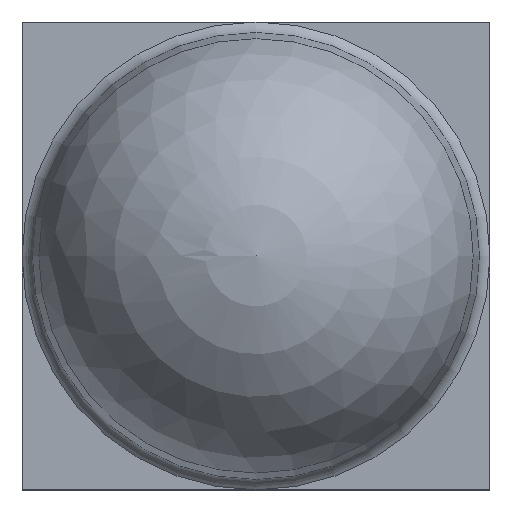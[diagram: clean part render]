
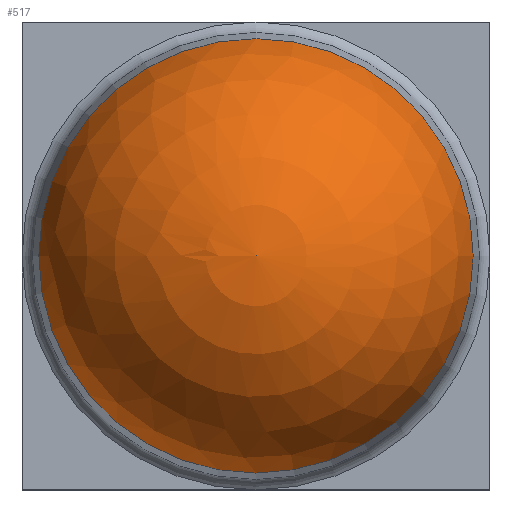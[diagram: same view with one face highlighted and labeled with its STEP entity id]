
A CAD part, top view. The second image highlights one B-rep face of the part: STEP entity #517.
In plain terms, the highlighted spherical face has radius 1.415 mm.
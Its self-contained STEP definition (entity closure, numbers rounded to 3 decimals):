
#17=SPHERICAL_SURFACE('',#571,1.416);
#36=CIRCLE('',#562,1.393);
#37=CIRCLE('',#563,1.393);
#44=CIRCLE('',#572,1.416);
#65=FACE_OUTER_BOUND('',#94,.T.);
#94=EDGE_LOOP('',(#419,#420,#421,#422));
#251=VERTEX_POINT('',#815);
#252=VERTEX_POINT('',#817);
#257=VERTEX_POINT('',#832);
#310=EDGE_CURVE('',#251,#252,#36,.T.);
#311=EDGE_CURVE('',#252,#251,#37,.T.);
#318=EDGE_CURVE('',#257,#252,#44,.T.);
#419=ORIENTED_EDGE('',*,*,#311,.F.);
#420=ORIENTED_EDGE('',*,*,#318,.F.);
#421=ORIENTED_EDGE('',*,*,#318,.T.);
#422=ORIENTED_EDGE('',*,*,#310,.F.);
#517=ADVANCED_FACE('',(#65),#17,.T.);
#562=AXIS2_PLACEMENT_3D('',#818,#667,#668);
#563=AXIS2_PLACEMENT_3D('',#819,#669,#670);
#571=AXIS2_PLACEMENT_3D('',#831,#685,#686);
#572=AXIS2_PLACEMENT_3D('',#833,#687,#688);
#667=DIRECTION('center_axis',(0.,0.,-1.));
#668=DIRECTION('ref_axis',(1.,0.,0.));
#669=DIRECTION('center_axis',(0.,0.,-1.));
#670=DIRECTION('ref_axis',(1.,0.,0.));
#685=DIRECTION('center_axis',(0.,0.,1.));
#686=DIRECTION('ref_axis',(1.,0.,0.));
#687=DIRECTION('center_axis',(0.,-1.,0.));
#688=DIRECTION('ref_axis',(-1.,0.,0.));
#815=CARTESIAN_POINT('',(0.,-1.393,0.799));
#817=CARTESIAN_POINT('',(-1.393,0.,0.799));
#818=CARTESIAN_POINT('Origin',(0.,0.,0.799));
#819=CARTESIAN_POINT('Origin',(0.,0.,0.799));
#831=CARTESIAN_POINT('Origin',(0.,0.,0.544));
#832=CARTESIAN_POINT('',(0.,0.,1.96));
#833=CARTESIAN_POINT('Origin',(0.,0.,0.544));
